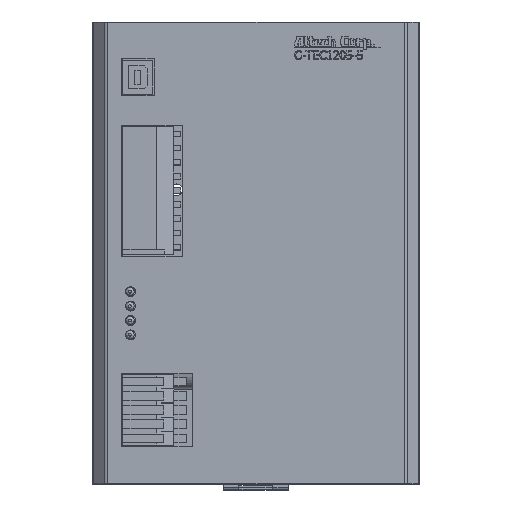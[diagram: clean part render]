
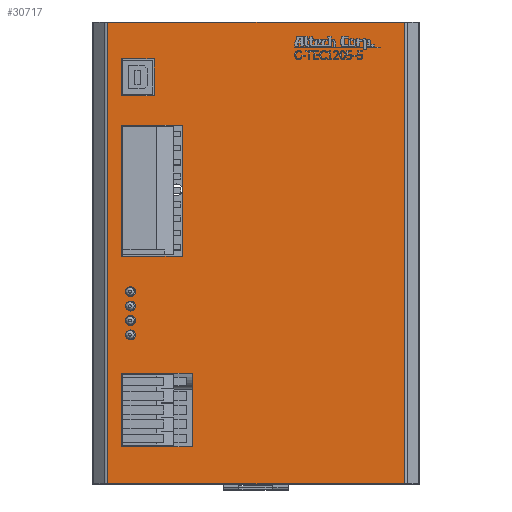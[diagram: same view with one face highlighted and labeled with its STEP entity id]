
A CAD part, top view. The second image highlights one B-rep face of the part: STEP entity #30717.
In plain terms, the highlighted planar face has unit normal (0, 0, 1).
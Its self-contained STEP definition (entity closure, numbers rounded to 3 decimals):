
#797=FACE_BOUND('',#5459,.T.);
#798=FACE_BOUND('',#5460,.T.);
#799=FACE_BOUND('',#5461,.T.);
#800=FACE_BOUND('',#5462,.T.);
#801=FACE_BOUND('',#5463,.T.);
#802=FACE_BOUND('',#5464,.T.);
#803=FACE_BOUND('',#5465,.T.);
#1113=CIRCLE('',#34729,1.75);
#1115=CIRCLE('',#34732,1.75);
#1117=CIRCLE('',#34735,1.75);
#1119=CIRCLE('',#34738,1.75);
#3621=FACE_OUTER_BOUND('',#5458,.T.);
#5458=EDGE_LOOP('',(#24424,#24425,#24426,#24427));
#5459=EDGE_LOOP('',(#24428,#24429,#24430,#24431));
#5460=EDGE_LOOP('',(#24432,#24433,#24434,#24435));
#5461=EDGE_LOOP('',(#24436,#24437,#24438,#24439));
#5462=EDGE_LOOP('',(#24440));
#5463=EDGE_LOOP('',(#24441));
#5464=EDGE_LOOP('',(#24442));
#5465=EDGE_LOOP('',(#24443));
#8076=LINE('',#48644,#11433);
#8077=LINE('',#48647,#11434);
#8193=LINE('',#48909,#11550);
#8196=LINE('',#48915,#11553);
#8199=LINE('',#48921,#11556);
#8202=LINE('',#48925,#11559);
#8204=LINE('',#48930,#11561);
#8207=LINE('',#48934,#11564);
#8210=LINE('',#48942,#11567);
#8213=LINE('',#48948,#11570);
#8216=LINE('',#48954,#11573);
#8219=LINE('',#48958,#11576);
#8232=LINE('',#49038,#11589);
#8237=LINE('',#49059,#11594);
#8248=LINE('',#49091,#11605);
#8249=LINE('',#49092,#11606);
#11433=VECTOR('',#40010,46.3);
#11434=VECTOR('',#40013,21.5);
#11550=VECTOR('',#40237,25.);
#11553=VECTOR('',#40242,26.1);
#11556=VECTOR('',#40247,25.);
#11559=VECTOR('',#40252,26.1);
#11561=VECTOR('',#40256,46.3);
#11564=VECTOR('',#40261,21.5);
#11567=VECTOR('',#40266,11.6);
#11570=VECTOR('',#40271,13.);
#11573=VECTOR('',#40276,11.6);
#11576=VECTOR('',#40281,13.);
#11589=VECTOR('',#40388,163.);
#11594=VECTOR('',#40407,163.);
#11605=VECTOR('',#40452,104.672);
#11606=VECTOR('',#40453,104.672);
#14242=VERTEX_POINT('',#48160);
#14244=VERTEX_POINT('',#48166);
#14246=VERTEX_POINT('',#48172);
#14248=VERTEX_POINT('',#48178);
#14419=VERTEX_POINT('',#48638);
#14421=VERTEX_POINT('',#48642);
#14422=VERTEX_POINT('',#48646);
#14513=VERTEX_POINT('',#48906);
#14514=VERTEX_POINT('',#48908);
#14516=VERTEX_POINT('',#48914);
#14518=VERTEX_POINT('',#48920);
#14520=VERTEX_POINT('',#48929);
#14523=VERTEX_POINT('',#48939);
#14524=VERTEX_POINT('',#48941);
#14526=VERTEX_POINT('',#48947);
#14528=VERTEX_POINT('',#48953);
#14547=VERTEX_POINT('',#49035);
#14548=VERTEX_POINT('',#49037);
#14554=VERTEX_POINT('',#49052);
#14557=VERTEX_POINT('',#49057);
#17658=EDGE_CURVE('',#14242,#14242,#1113,.T.);
#17661=EDGE_CURVE('',#14244,#14244,#1115,.T.);
#17664=EDGE_CURVE('',#14246,#14246,#1117,.T.);
#17667=EDGE_CURVE('',#14248,#14248,#1119,.T.);
#17907=EDGE_CURVE('',#14421,#14419,#8076,.T.);
#17908=EDGE_CURVE('',#14422,#14419,#8077,.T.);
#18038=EDGE_CURVE('',#14514,#14513,#8193,.T.);
#18041=EDGE_CURVE('',#14516,#14514,#8196,.T.);
#18044=EDGE_CURVE('',#14518,#14516,#8199,.T.);
#18047=EDGE_CURVE('',#14513,#14518,#8202,.T.);
#18049=EDGE_CURVE('',#14520,#14422,#8204,.T.);
#18052=EDGE_CURVE('',#14421,#14520,#8207,.T.);
#18055=EDGE_CURVE('',#14524,#14523,#8210,.T.);
#18058=EDGE_CURVE('',#14526,#14524,#8213,.T.);
#18061=EDGE_CURVE('',#14528,#14526,#8216,.T.);
#18064=EDGE_CURVE('',#14523,#14528,#8219,.T.);
#18103=EDGE_CURVE('',#14548,#14547,#8232,.T.);
#18113=EDGE_CURVE('',#14554,#14557,#8237,.T.);
#18128=EDGE_CURVE('',#14554,#14547,#8248,.T.);
#18129=EDGE_CURVE('',#14548,#14557,#8249,.T.);
#24424=ORIENTED_EDGE('',*,*,#18103,.T.);
#24425=ORIENTED_EDGE('',*,*,#18128,.F.);
#24426=ORIENTED_EDGE('',*,*,#18113,.T.);
#24427=ORIENTED_EDGE('',*,*,#18129,.F.);
#24428=ORIENTED_EDGE('',*,*,#18044,.T.);
#24429=ORIENTED_EDGE('',*,*,#18041,.T.);
#24430=ORIENTED_EDGE('',*,*,#18038,.T.);
#24431=ORIENTED_EDGE('',*,*,#18047,.T.);
#24432=ORIENTED_EDGE('',*,*,#18052,.T.);
#24433=ORIENTED_EDGE('',*,*,#18049,.T.);
#24434=ORIENTED_EDGE('',*,*,#17908,.T.);
#24435=ORIENTED_EDGE('',*,*,#17907,.F.);
#24436=ORIENTED_EDGE('',*,*,#18061,.T.);
#24437=ORIENTED_EDGE('',*,*,#18058,.T.);
#24438=ORIENTED_EDGE('',*,*,#18055,.T.);
#24439=ORIENTED_EDGE('',*,*,#18064,.T.);
#24440=ORIENTED_EDGE('',*,*,#17667,.T.);
#24441=ORIENTED_EDGE('',*,*,#17664,.T.);
#24442=ORIENTED_EDGE('',*,*,#17661,.T.);
#24443=ORIENTED_EDGE('',*,*,#17658,.T.);
#29360=PLANE('',#34957);
#30717=ADVANCED_FACE('',(#3621,#797,#798,#799,#800,#801,#802,#803),#29360,
 .T.);
#34729=AXIS2_PLACEMENT_3D('',#48161,#39612,#39613);
#34732=AXIS2_PLACEMENT_3D('',#48167,#39619,#39620);
#34735=AXIS2_PLACEMENT_3D('',#48173,#39626,#39627);
#34738=AXIS2_PLACEMENT_3D('',#48179,#39633,#39634);
#34957=AXIS2_PLACEMENT_3D('',#49090,#40450,#40451);
#39612=DIRECTION('center_axis',(0.,0.,-1.));
#39613=DIRECTION('ref_axis',(1.,0.,0.));
#39619=DIRECTION('center_axis',(0.,0.,-1.));
#39620=DIRECTION('ref_axis',(1.,0.,0.));
#39626=DIRECTION('center_axis',(0.,0.,-1.));
#39627=DIRECTION('ref_axis',(1.,0.,0.));
#39633=DIRECTION('center_axis',(0.,0.,-1.));
#39634=DIRECTION('ref_axis',(1.,0.,0.));
#40010=DIRECTION('',(0.,1.,0.));
#40013=DIRECTION('',(1.,0.,0.));
#40237=DIRECTION('',(1.,0.,0.));
#40242=DIRECTION('',(0.,1.,0.));
#40247=DIRECTION('',(-1.,0.,0.));
#40252=DIRECTION('',(0.,-1.,0.));
#40256=DIRECTION('',(0.,1.,0.));
#40261=DIRECTION('',(-1.,0.,0.));
#40266=DIRECTION('',(1.,0.,0.));
#40271=DIRECTION('',(0.,1.,0.));
#40276=DIRECTION('',(-1.,0.,0.));
#40281=DIRECTION('',(0.,-1.,0.));
#40388=DIRECTION('',(0.,1.,0.));
#40407=DIRECTION('',(0.,-1.,0.));
#40450=DIRECTION('center_axis',(0.,0.,1.));
#40451=DIRECTION('ref_axis',(1.,0.,0.));
#40452=DIRECTION('',(1.,0.,0.));
#40453=DIRECTION('',(-1.,0.,0.));
#48160=CARTESIAN_POINT('',(25.729,203.366,136.81));
#48161=CARTESIAN_POINT('Origin',(27.479,203.366,136.81));
#48166=CARTESIAN_POINT('',(25.729,198.286,136.81));
#48167=CARTESIAN_POINT('Origin',(27.479,198.286,136.81));
#48172=CARTESIAN_POINT('',(25.729,193.206,136.81));
#48173=CARTESIAN_POINT('Origin',(27.479,193.206,136.81));
#48178=CARTESIAN_POINT('',(25.729,188.106,136.81));
#48179=CARTESIAN_POINT('Origin',(27.479,188.106,136.81));
#48638=CARTESIAN_POINT('',(45.736,262.186,136.81));
#48642=CARTESIAN_POINT('',(45.736,215.886,136.81));
#48644=CARTESIAN_POINT('',(45.736,239.036,136.81));
#48646=CARTESIAN_POINT('',(24.236,262.186,136.81));
#48647=CARTESIAN_POINT('',(53.759,262.186,136.81));
#48906=CARTESIAN_POINT('',(49.236,174.636,136.81));
#48908=CARTESIAN_POINT('',(24.236,174.636,136.81));
#48909=CARTESIAN_POINT('',(54.259,174.636,136.81));
#48914=CARTESIAN_POINT('',(24.236,148.536,136.81));
#48915=CARTESIAN_POINT('',(24.236,189.336,136.81));
#48920=CARTESIAN_POINT('',(49.236,148.536,136.81));
#48921=CARTESIAN_POINT('',(54.259,148.536,136.81));
#48925=CARTESIAN_POINT('',(49.236,189.336,136.81));
#48929=CARTESIAN_POINT('',(24.236,215.886,136.81));
#48930=CARTESIAN_POINT('',(24.236,228.061,136.81));
#48934=CARTESIAN_POINT('',(53.759,215.886,136.81));
#48939=CARTESIAN_POINT('',(35.836,285.586,136.81));
#48941=CARTESIAN_POINT('',(24.236,285.586,136.81));
#48942=CARTESIAN_POINT('',(50.909,285.586,136.81));
#48947=CARTESIAN_POINT('',(24.236,272.586,136.81));
#48948=CARTESIAN_POINT('',(24.236,248.086,136.81));
#48953=CARTESIAN_POINT('',(35.836,272.586,136.81));
#48954=CARTESIAN_POINT('',(50.909,272.586,136.81));
#48958=CARTESIAN_POINT('',(35.836,248.086,136.81));
#49035=CARTESIAN_POINT('',(124.118,298.586,136.81));
#49037=CARTESIAN_POINT('',(124.118,135.586,136.81));
#49038=CARTESIAN_POINT('',(124.118,217.086,136.81));
#49052=CARTESIAN_POINT('',(19.446,298.586,136.81));
#49057=CARTESIAN_POINT('',(19.446,135.586,136.81));
#49059=CARTESIAN_POINT('',(19.446,217.086,136.81));
#49090=CARTESIAN_POINT('Origin',(71.782,217.086,136.81));
#49091=CARTESIAN_POINT('',(124.532,298.586,136.81));
#49092=CARTESIAN_POINT('',(19.032,135.586,136.81));
